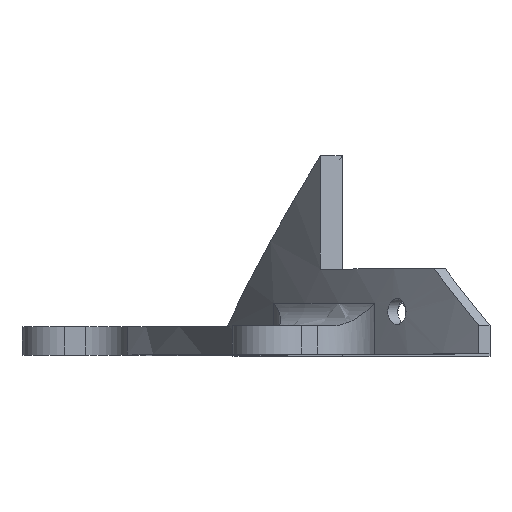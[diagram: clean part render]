
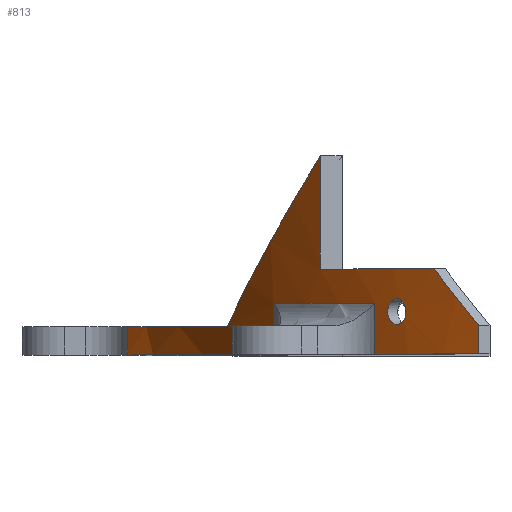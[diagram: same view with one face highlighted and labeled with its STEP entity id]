
A CAD part, top view. The second image highlights one B-rep face of the part: STEP entity #813.
In plain terms, the highlighted cylindrical face has radius 160 mm (diameter 320 mm), a partial arc.
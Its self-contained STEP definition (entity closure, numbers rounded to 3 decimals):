
#24=ELLIPSE('',#913,226.274,160.);
#25=ELLIPSE('',#915,226.274,160.);
#43=CYLINDRICAL_SURFACE('',#911,160.);
#52=FACE_BOUND('',#265,.T.);
#79=LINE('',#1321,#138);
#80=LINE('',#1326,#139);
#88=LINE('',#1356,#147);
#94=LINE('',#1423,#153);
#95=LINE('',#1429,#154);
#138=VECTOR('',#1033,10.);
#139=VECTOR('',#1040,10.);
#147=VECTOR('',#1068,10.);
#153=VECTOR('',#1100,10.);
#154=VECTOR('',#1105,10.);
#220=FACE_OUTER_BOUND('',#264,.T.);
#264=EDGE_LOOP('',(#658,#659,#660,#661,#662,#663,#664,#665,#666,#667,#668,
#669));
#265=EDGE_LOOP('',(#670,#671));
#296=CIRCLE('',#864,160.);
#321=CIRCLE('',#912,160.);
#322=CIRCLE('',#914,160.);
#323=CIRCLE('',#916,160.);
#324=CIRCLE('',#917,160.);
#337=B_SPLINE_CURVE_WITH_KNOTS('',3,(#1436,#1437,#1438,#1439,#1440,#1441,
#1442,#1443,#1444,#1445),.UNSPECIFIED.,.F.,.F.,(4,2,2,2,4),(0.,0.085,
0.17,0.254,0.339),.UNSPECIFIED.);
#338=B_SPLINE_CURVE_WITH_KNOTS('',3,(#1446,#1447,#1448,#1449,#1450,#1451,
#1452,#1453,#1454,#1455,#1456,#1457,#1458,#1459,#1460,#1461,#1462,#1463,
#1464,#1465,#1466,#1467,#1468,#1469,#1470,#1471),.UNSPECIFIED.,.F.,.F.,
(4,2,2,2,2,2,2,2,2,2,2,2,4),(0.339,0.424,0.509,
0.593,0.678,0.763,0.848,
0.932,1.017,1.102,1.187,1.271,
1.356),.UNSPECIFIED.);
#352=VERTEX_POINT('',#1233);
#355=VERTEX_POINT('',#1249);
#373=VERTEX_POINT('',#1320);
#374=VERTEX_POINT('',#1324);
#384=VERTEX_POINT('',#1350);
#386=VERTEX_POINT('',#1354);
#397=VERTEX_POINT('',#1420);
#398=VERTEX_POINT('',#1422);
#399=VERTEX_POINT('',#1424);
#400=VERTEX_POINT('',#1426);
#401=VERTEX_POINT('',#1428);
#402=VERTEX_POINT('',#1430);
#403=VERTEX_POINT('',#1434);
#404=VERTEX_POINT('',#1435);
#438=EDGE_CURVE('',#355,#352,#296,.T.);
#467=EDGE_CURVE('',#373,#352,#79,.T.);
#470=EDGE_CURVE('',#374,#355,#80,.T.);
#484=EDGE_CURVE('',#386,#384,#88,.T.);
#500=EDGE_CURVE('',#374,#397,#321,.T.);
#501=EDGE_CURVE('',#397,#398,#94,.T.);
#502=EDGE_CURVE('',#399,#398,#24,.T.);
#503=EDGE_CURVE('',#399,#400,#322,.T.);
#504=EDGE_CURVE('',#400,#401,#95,.T.);
#505=EDGE_CURVE('',#402,#401,#25,.T.);
#506=EDGE_CURVE('',#402,#384,#323,.T.);
#507=EDGE_CURVE('',#386,#373,#324,.T.);
#508=EDGE_CURVE('',#403,#404,#337,.T.);
#509=EDGE_CURVE('',#404,#403,#338,.T.);
#658=ORIENTED_EDGE('',*,*,#470,.F.);
#659=ORIENTED_EDGE('',*,*,#500,.T.);
#660=ORIENTED_EDGE('',*,*,#501,.T.);
#661=ORIENTED_EDGE('',*,*,#502,.F.);
#662=ORIENTED_EDGE('',*,*,#503,.T.);
#663=ORIENTED_EDGE('',*,*,#504,.T.);
#664=ORIENTED_EDGE('',*,*,#505,.F.);
#665=ORIENTED_EDGE('',*,*,#506,.T.);
#666=ORIENTED_EDGE('',*,*,#484,.F.);
#667=ORIENTED_EDGE('',*,*,#507,.T.);
#668=ORIENTED_EDGE('',*,*,#467,.T.);
#669=ORIENTED_EDGE('',*,*,#438,.F.);
#670=ORIENTED_EDGE('',*,*,#508,.T.);
#671=ORIENTED_EDGE('',*,*,#509,.T.);
#813=ADVANCED_FACE('',(#220,#52),#43,.T.);
#864=AXIS2_PLACEMENT_3D('',#1262,#969,#970);
#911=AXIS2_PLACEMENT_3D('',#1419,#1096,#1097);
#912=AXIS2_PLACEMENT_3D('',#1421,#1098,#1099);
#913=AXIS2_PLACEMENT_3D('',#1425,#1101,#1102);
#914=AXIS2_PLACEMENT_3D('',#1427,#1103,#1104);
#915=AXIS2_PLACEMENT_3D('',#1431,#1106,#1107);
#916=AXIS2_PLACEMENT_3D('',#1432,#1108,#1109);
#917=AXIS2_PLACEMENT_3D('',#1433,#1110,#1111);
#969=DIRECTION('center_axis',(0.,-1.,0.));
#970=DIRECTION('ref_axis',(-0.783,0.,0.622));
#1033=DIRECTION('',(0.,1.,0.));
#1040=DIRECTION('',(0.,1.,0.));
#1068=DIRECTION('',(0.,1.,0.));
#1096=DIRECTION('center_axis',(0.,1.,0.));
#1097=DIRECTION('ref_axis',(-1.,0.,0.));
#1098=DIRECTION('center_axis',(0.,1.,0.));
#1099=DIRECTION('ref_axis',(-1.,0.,0.));
#1100=DIRECTION('',(0.,1.,0.));
#1101=DIRECTION('center_axis',(0.455,0.707,0.542));
#1102=DIRECTION('ref_axis',(-0.455,0.707,-0.542));
#1103=DIRECTION('center_axis',(0.,-1.,0.));
#1104=DIRECTION('ref_axis',(-1.,0.,0.));
#1105=DIRECTION('',(0.,1.,0.));
#1106=DIRECTION('center_axis',(-0.455,0.707,-0.542));
#1107=DIRECTION('ref_axis',(-0.455,-0.707,-0.542));
#1108=DIRECTION('center_axis',(0.,-1.,0.));
#1109=DIRECTION('ref_axis',(-1.,0.,0.));
#1110=DIRECTION('center_axis',(0.,1.,0.));
#1111=DIRECTION('ref_axis',(-1.,0.,0.));
#1233=CARTESIAN_POINT('',(-133.66,9.,87.949));
#1249=CARTESIAN_POINT('',(-115.827,9.,110.382));
#1262=CARTESIAN_POINT('Origin',(0.,9.,0.));
#1320=CARTESIAN_POINT('',(-133.66,0.,87.949));
#1321=CARTESIAN_POINT('',(-133.66,0.,87.949));
#1324=CARTESIAN_POINT('',(-115.827,0.,110.382));
#1326=CARTESIAN_POINT('',(-115.827,0.,110.382));
#1350=CARTESIAN_POINT('',(-159.357,5.,14.328));
#1354=CARTESIAN_POINT('',(-159.357,0.,14.328));
#1356=CARTESIAN_POINT('',(-159.357,0.,14.328));
#1419=CARTESIAN_POINT('Origin',(0.,0.,0.));
#1420=CARTESIAN_POINT('',(-97.508,0.,126.855));
#1421=CARTESIAN_POINT('Origin',(0.,0.,0.));
#1422=CARTESIAN_POINT('',(-97.508,5.,126.855));
#1423=CARTESIAN_POINT('',(-97.508,0.,126.855));
#1424=CARTESIAN_POINT('',(-105.373,15.,120.401));
#1425=CARTESIAN_POINT('Origin',(0.,39.5,0.));
#1426=CARTESIAN_POINT('',(-125.411,15.,99.358));
#1427=CARTESIAN_POINT('Origin',(0.,15.,0.));
#1428=CARTESIAN_POINT('',(-125.411,35.,99.358));
#1429=CARTESIAN_POINT('',(-125.411,0.,99.358));
#1430=CARTESIAN_POINT('',(-141.86,5.,73.998));
#1431=CARTESIAN_POINT('Origin',(0.,39.5,0.));
#1432=CARTESIAN_POINT('Origin',(0.,5.,0.));
#1433=CARTESIAN_POINT('Origin',(0.,0.,0.));
#1434=CARTESIAN_POINT('',(-110.339,7.5,115.867));
#1435=CARTESIAN_POINT('',(-111.958,5.25,114.304));
#1436=CARTESIAN_POINT('Ctrl Pts',(-110.339,7.5,115.867));
#1437=CARTESIAN_POINT('Ctrl Pts',(-110.339,7.217,115.867));
#1438=CARTESIAN_POINT('Ctrl Pts',(-110.38,6.916,115.828));
#1439=CARTESIAN_POINT('Ctrl Pts',(-110.546,6.362,115.67));
#1440=CARTESIAN_POINT('Ctrl Pts',(-110.672,6.109,115.55));
#1441=CARTESIAN_POINT('Ctrl Pts',(-110.96,5.709,115.273));
#1442=CARTESIAN_POINT('Ctrl Pts',(-111.142,5.536,115.098));
#1443=CARTESIAN_POINT('Ctrl Pts',(-111.54,5.306,114.712));
#1444=CARTESIAN_POINT('Ctrl Pts',(-111.756,5.25,114.502));
#1445=CARTESIAN_POINT('Ctrl Pts',(-111.958,5.25,114.304));
#1446=CARTESIAN_POINT('Ctrl Pts',(-111.958,5.25,114.304));
#1447=CARTESIAN_POINT('Ctrl Pts',(-112.16,5.25,114.106));
#1448=CARTESIAN_POINT('Ctrl Pts',(-112.374,5.306,113.895));
#1449=CARTESIAN_POINT('Ctrl Pts',(-112.768,5.536,113.505));
#1450=CARTESIAN_POINT('Ctrl Pts',(-112.948,5.709,113.326));
#1451=CARTESIAN_POINT('Ctrl Pts',(-113.23,6.109,113.044));
#1452=CARTESIAN_POINT('Ctrl Pts',(-113.353,6.362,112.921));
#1453=CARTESIAN_POINT('Ctrl Pts',(-113.514,6.916,112.759));
#1454=CARTESIAN_POINT('Ctrl Pts',(-113.554,7.217,112.718));
#1455=CARTESIAN_POINT('Ctrl Pts',(-113.554,7.783,112.718));
#1456=CARTESIAN_POINT('Ctrl Pts',(-113.514,8.084,112.759));
#1457=CARTESIAN_POINT('Ctrl Pts',(-113.353,8.638,112.921));
#1458=CARTESIAN_POINT('Ctrl Pts',(-113.23,8.891,113.044));
#1459=CARTESIAN_POINT('Ctrl Pts',(-112.948,9.291,113.326));
#1460=CARTESIAN_POINT('Ctrl Pts',(-112.768,9.464,113.505));
#1461=CARTESIAN_POINT('Ctrl Pts',(-112.374,9.694,113.895));
#1462=CARTESIAN_POINT('Ctrl Pts',(-112.16,9.75,114.106));
#1463=CARTESIAN_POINT('Ctrl Pts',(-111.756,9.75,114.502));
#1464=CARTESIAN_POINT('Ctrl Pts',(-111.54,9.694,114.712));
#1465=CARTESIAN_POINT('Ctrl Pts',(-111.142,9.464,115.098));
#1466=CARTESIAN_POINT('Ctrl Pts',(-110.96,9.291,115.273));
#1467=CARTESIAN_POINT('Ctrl Pts',(-110.672,8.891,115.55));
#1468=CARTESIAN_POINT('Ctrl Pts',(-110.546,8.638,115.67));
#1469=CARTESIAN_POINT('Ctrl Pts',(-110.38,8.084,115.828));
#1470=CARTESIAN_POINT('Ctrl Pts',(-110.339,7.783,115.867));
#1471=CARTESIAN_POINT('Ctrl Pts',(-110.339,7.5,115.867));
